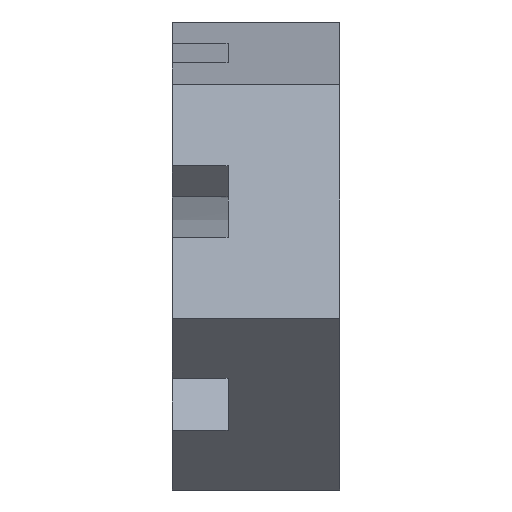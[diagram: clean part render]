
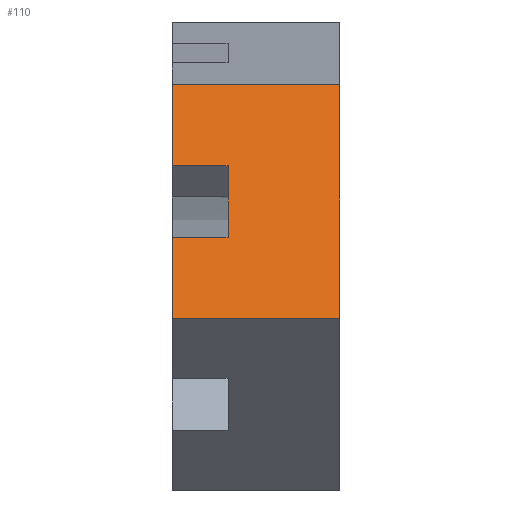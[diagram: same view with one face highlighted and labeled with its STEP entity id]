
A CAD part, top view. The second image highlights one B-rep face of the part: STEP entity #110.
In plain terms, the highlighted planar face has unit normal (0, 0.258, 0.966).
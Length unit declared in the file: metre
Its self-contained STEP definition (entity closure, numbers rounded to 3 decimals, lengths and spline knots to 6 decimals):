
#110 = ADVANCED_FACE( '', ( #220 ), #221, .F. );
#220 = FACE_OUTER_BOUND( '', #325, .T. );
#221 = PLANE( '', #326 );
#325 = EDGE_LOOP( '', ( #607, #608, #609, #610, #611, #612, #613, #614 ) );
#326 = AXIS2_PLACEMENT_3D( '', #615, #616, #617 );
#607 = ORIENTED_EDGE( '', *, *, #720, .T. );
#608 = ORIENTED_EDGE( '', *, *, #709, .F. );
#609 = ORIENTED_EDGE( '', *, *, #663, .F. );
#610 = ORIENTED_EDGE( '', *, *, #765, .T. );
#611 = ORIENTED_EDGE( '', *, *, #659, .F. );
#612 = ORIENTED_EDGE( '', *, *, #669, .F. );
#613 = ORIENTED_EDGE( '', *, *, #691, .F. );
#614 = ORIENTED_EDGE( '', *, *, #741, .T. );
#615 = CARTESIAN_POINT( '', ( 0.326804, 1.258473, 0.605591 ) );
#616 = DIRECTION( '', ( 0., -0.258, -0.966 ) );
#617 = DIRECTION( '', ( 0., 0.966, -0.258 ) );
#659 = EDGE_CURVE( '', #788, #784, #790, .T. );
#663 = EDGE_CURVE( '', #795, #797, #798, .T. );
#669 = EDGE_CURVE( '', #805, #788, #807, .T. );
#691 = EDGE_CURVE( '', #844, #805, #846, .T. );
#709 = EDGE_CURVE( '', #797, #868, #877, .T. );
#720 = EDGE_CURVE( '', #888, #868, #895, .T. );
#741 = EDGE_CURVE( '', #844, #888, #920, .T. );
#765 = EDGE_CURVE( '', #795, #784, #949, .T. );
#784 = VERTEX_POINT( '', #971 );
#788 = VERTEX_POINT( '', #976 );
#790 = LINE( '', #979, #980 );
#795 = VERTEX_POINT( '', #985 );
#797 = VERTEX_POINT( '', #988 );
#798 = LINE( '', #989, #990 );
#805 = VERTEX_POINT( '', #1000 );
#807 = LINE( '', #1003, #1004 );
#844 = VERTEX_POINT( '', #1054 );
#846 = LINE( '', #1057, #1058 );
#868 = VERTEX_POINT( '', #1087 );
#877 = LINE( '', #1101, #1102 );
#888 = VERTEX_POINT( '', #1116 );
#895 = LINE( '', #1127, #1128 );
#920 = LINE( '', #1167, #1168 );
#949 = LINE( '', #1208, #1209 );
#971 = CARTESIAN_POINT( '', ( 0.326804, 1.261718, 0.604724 ) );
#976 = CARTESIAN_POINT( '', ( 0.326804, 1.255228, 0.606458 ) );
#979 = CARTESIAN_POINT( '', ( 0.326804, 1.258473, 0.605591 ) );
#980 = VECTOR( '', #1230, 1. );
#985 = CARTESIAN_POINT( '', ( 0.321724, 1.261718, 0.604724 ) );
#988 = CARTESIAN_POINT( '', ( 0.321724, 1.269099, 0.602753 ) );
#989 = CARTESIAN_POINT( '', ( 0.321724, 1.258473, 0.605591 ) );
#990 = VECTOR( '', #1235, 1. );
#1000 = CARTESIAN_POINT( '', ( 0.321724, 1.255228, 0.606458 ) );
#1003 = CARTESIAN_POINT( '', ( 0.321724, 1.255228, 0.606458 ) );
#1004 = VECTOR( '', #1240, 1. );
#1054 = CARTESIAN_POINT( '', ( 0.321724, 1.247847, 0.608429 ) );
#1057 = CARTESIAN_POINT( '', ( 0.321724, 1.258473, 0.605591 ) );
#1058 = VECTOR( '', #1264, 1. );
#1087 = CARTESIAN_POINT( '', ( 0.336964, 1.269099, 0.602753 ) );
#1101 = CARTESIAN_POINT( '', ( 0.326804, 1.269099, 0.602753 ) );
#1102 = VECTOR( '', #1283, 1. );
#1116 = CARTESIAN_POINT( '', ( 0.336964, 1.247847, 0.608429 ) );
#1127 = CARTESIAN_POINT( '', ( 0.336964, 1.258473, 0.605591 ) );
#1128 = VECTOR( '', #1294, 1. );
#1167 = CARTESIAN_POINT( '', ( 0.326804, 1.247847, 0.608429 ) );
#1168 = VECTOR( '', #1309, 1. );
#1208 = CARTESIAN_POINT( '', ( 0.321724, 1.261718, 0.604724 ) );
#1209 = VECTOR( '', #1333, 1. );
#1230 = DIRECTION( '', ( 0., 0.966, -0.258 ) );
#1235 = DIRECTION( '', ( 0., 0.966, -0.258 ) );
#1240 = DIRECTION( '', ( 1., 0., 0. ) );
#1264 = DIRECTION( '', ( 0., 0.966, -0.258 ) );
#1283 = DIRECTION( '', ( 1., 0., 0. ) );
#1294 = DIRECTION( '', ( 0., 0.966, -0.258 ) );
#1309 = DIRECTION( '', ( 1., 0., 0. ) );
#1333 = DIRECTION( '', ( 1., 0., 0. ) );
